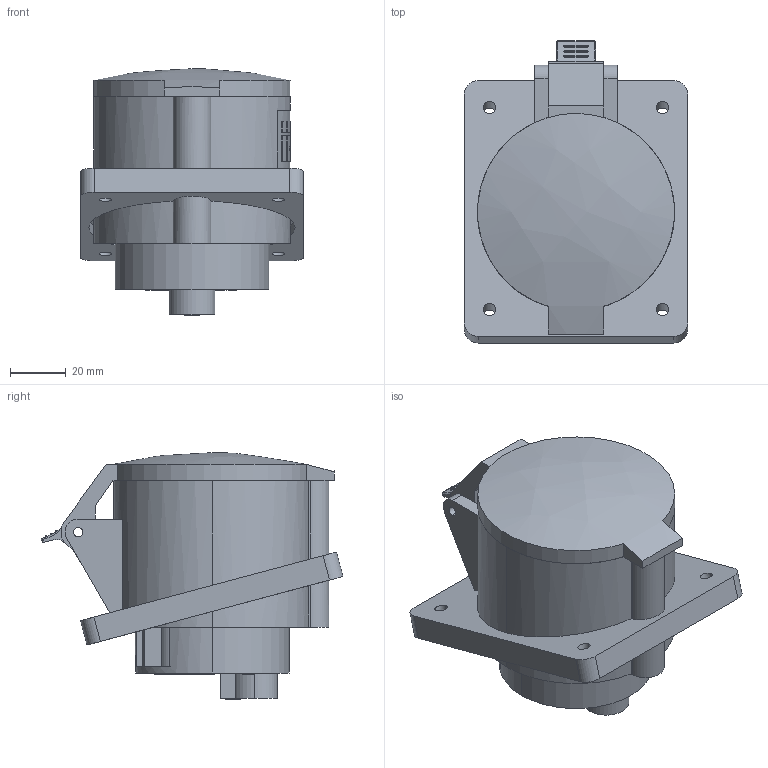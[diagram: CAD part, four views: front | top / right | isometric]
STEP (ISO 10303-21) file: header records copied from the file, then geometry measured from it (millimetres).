
FILE_DESCRIPTION (( 'STEP AP214' ), '1' );
FILE_NAME ('PSN42-032-5 Ðîçåòêà âñòðàèâàåìàÿ ÑÑÈ-425 32À-6÷_200_346-240_415Â 3Ð+PÅ+NIP44 MAGNUM ÈÝÊ.STEP', '2017-01-26T13:10:21', ( '' ), ( '' ), 'SwSTEP 2.0', 'SolidWorks 2014', '' );
FILE_SCHEMA (( 'AUTOMOTIVE_DESIGN' ));
Length unit declared in the file: millimetre
Products named in the file (1): PSN42-032-5 Ðîçåòêà âñòðàèâàåìàÿ ÑÑÈ-425 32À-6÷_200_346-240_415Â 3Ð+PÅ+NIP44 MAGNUM ÈÝÊ
Bounding box: 80 x 108.23 x 88.35 mm (x, y, z)
Volume: 243472.8 mm3; surface area: 79309.8 mm2
Topology: 12 solids, 12 shells, 581 faces, 1474 edges, 965 vertices
Faces by surface type: plane 314, cylinder 191, bspline 40, cone 24, torus 8, sphere 4
Entity records: 20607 total; most frequent: CARTESIAN_POINT 5975, ORIENTED_EDGE 2916, DIRECTION 2873, EDGE_CURVE 1458, AXIS2_PLACEMENT_3D 1024, VERTEX_POINT 965, VECTOR 825, LINE 825
